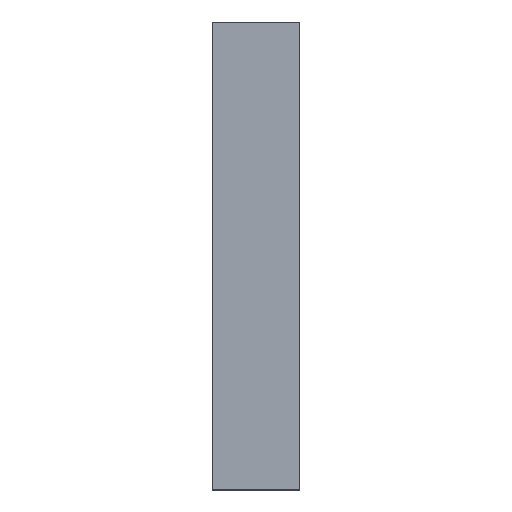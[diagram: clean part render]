
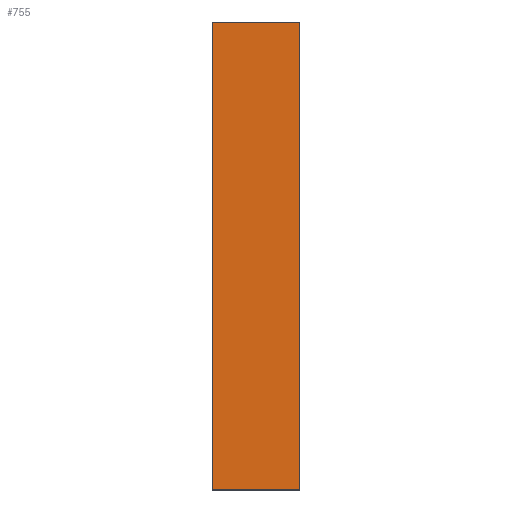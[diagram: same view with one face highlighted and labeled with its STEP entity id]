
A CAD part, left-side view. The second image highlights one B-rep face of the part: STEP entity #755.
In plain terms, the highlighted planar face has unit normal (-1, 0, 0).
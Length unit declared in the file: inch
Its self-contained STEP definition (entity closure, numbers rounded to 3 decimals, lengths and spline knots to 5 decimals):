
#37 = EDGE_CURVE ( 'NONE', #116, #912, #617, .T. ) ;
#38 = DIRECTION ( 'NONE',  ( 0., 0., -1. ) ) ;
#79 = CARTESIAN_POINT ( 'NONE',  ( -1., 0., 1. ) ) ;
#81 = DIRECTION ( 'NONE',  ( 0., -1., 0. ) ) ;
#83 = CARTESIAN_POINT ( 'NONE',  ( -1., 0.375, -1. ) ) ;
#96 = LINE ( 'NONE', #166, #871 ) ;
#116 = VERTEX_POINT ( 'NONE', #814 ) ;
#156 = EDGE_CURVE ( 'NONE', #285, #901, #884, .T. ) ;
#166 = CARTESIAN_POINT ( 'NONE',  ( -1., 0.125, -1. ) ) ;
#243 = EDGE_LOOP ( 'NONE', ( #306, #856, #276, #844 ) ) ;
#253 = DIRECTION ( 'NONE',  ( 0., 0., 1. ) ) ;
#274 = PLANE ( 'NONE',  #698 ) ;
#276 = ORIENTED_EDGE ( 'NONE', *, *, #689, .T. ) ;
#285 = VERTEX_POINT ( 'NONE', #83 ) ;
#306 = ORIENTED_EDGE ( 'NONE', *, *, #850, .F. ) ;
#386 = LINE ( 'NONE', #966, #997 ) ;
#413 = CARTESIAN_POINT ( 'NONE',  ( -1., 0.375, 1. ) ) ;
#470 = DIRECTION ( 'NONE',  ( 0., -1., 0. ) ) ;
#471 = DIRECTION ( 'NONE',  ( 0., 0., 1. ) ) ;
#569 = VECTOR ( 'NONE', #471, 39.37008 ) ;
#617 = LINE ( 'NONE', #963, #569 ) ;
#689 = EDGE_CURVE ( 'NONE', #285, #116, #96, .T. ) ;
#698 = AXIS2_PLACEMENT_3D ( 'NONE', #763, #757, #38 ) ;
#755 = ADVANCED_FACE ( 'NONE', ( #1008 ), #274, .F. ) ;
#757 = DIRECTION ( 'NONE',  ( 1., 0., 0. ) ) ;
#763 = CARTESIAN_POINT ( 'NONE',  ( -1., 0.125, 1. ) ) ;
#814 = CARTESIAN_POINT ( 'NONE',  ( -1., 0., -1. ) ) ;
#844 = ORIENTED_EDGE ( 'NONE', *, *, #37, .T. ) ;
#850 = EDGE_CURVE ( 'NONE', #901, #912, #386, .T. ) ;
#854 = VECTOR ( 'NONE', #253, 39.37008 ) ;
#856 = ORIENTED_EDGE ( 'NONE', *, *, #156, .F. ) ;
#871 = VECTOR ( 'NONE', #81, 39.37008 ) ;
#884 = LINE ( 'NONE', #984, #854 ) ;
#901 = VERTEX_POINT ( 'NONE', #413 ) ;
#912 = VERTEX_POINT ( 'NONE', #79 ) ;
#963 = CARTESIAN_POINT ( 'NONE',  ( -1., 0., 1. ) ) ;
#966 = CARTESIAN_POINT ( 'NONE',  ( -1., 0.125, 1. ) ) ;
#984 = CARTESIAN_POINT ( 'NONE',  ( -1., 0.375, -1.67315 ) ) ;
#997 = VECTOR ( 'NONE', #470, 39.37008 ) ;
#1008 = FACE_OUTER_BOUND ( 'NONE', #243, .T. ) ;
